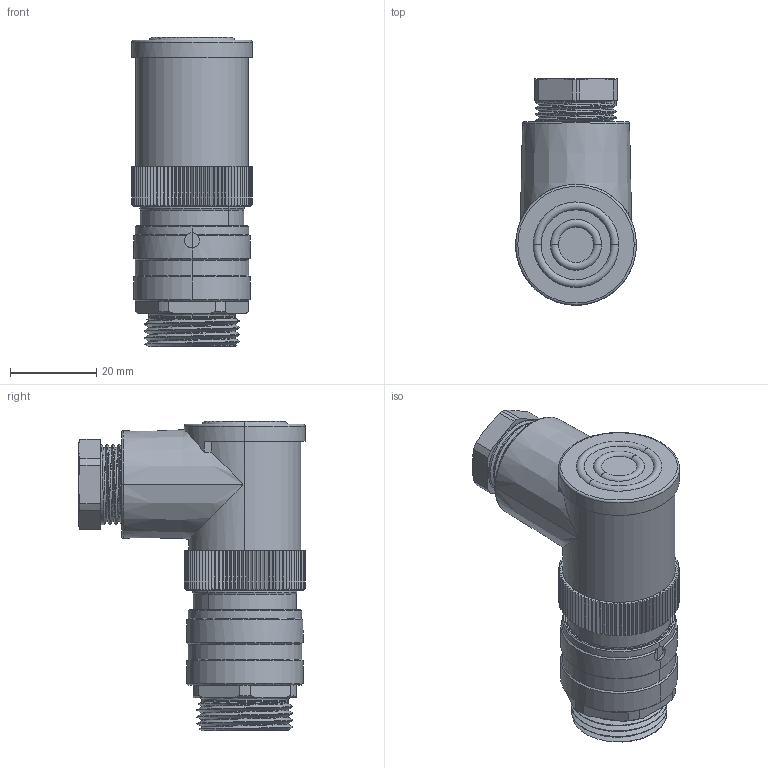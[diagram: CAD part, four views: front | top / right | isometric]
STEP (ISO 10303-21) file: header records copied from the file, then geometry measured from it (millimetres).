
FILE_DESCRIPTION(('CATIA V5 STEP Exchange','CAx-IF Rec.Pracs.--- Model Styling and Organization---1.4--- 2014-01-23'),'2;1');
FILE_NAME ('010713-2_0', '2022-04-12T09:58:49+00:00', ('none'), ('Weidmueller'), 'CATIA Version 5-6 Release 2016 SP3 HF44', 'CATIA V5 STEP AP214', 'none');
FILE_SCHEMA(('AUTOMOTIVE_DESIGN { 1 0 10303 214 1 1 1 1 }'));
Length unit declared in the file: millimetre
Products named in the file (1): 1291990000
Bounding box: 28 x 52.5 x 71.6 mm (x, y, z)
Volume: 46344.7 mm3; surface area: 15600.4 mm2
Topology: 7 solids, 7 shells, 573 faces, 1588 edges, 1055 vertices
Faces by surface type: plane 247, cone 143, cylinder 127, torus 30, bspline 26
Entity records: 23173 total; most frequent: CARTESIAN_POINT 10186, ORIENTED_EDGE 3176, DIRECTION 1894, EDGE_CURVE 1588, VERTEX_POINT 1055, AXIS2_PLACEMENT_3D 832, B_SPLINE_CURVE_WITH_KNOTS 642, EDGE_LOOP 601
